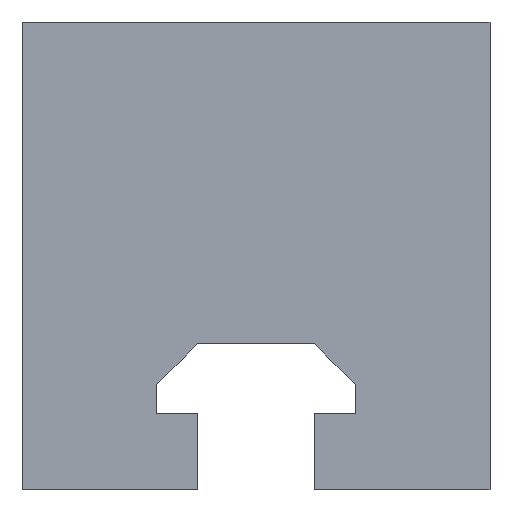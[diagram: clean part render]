
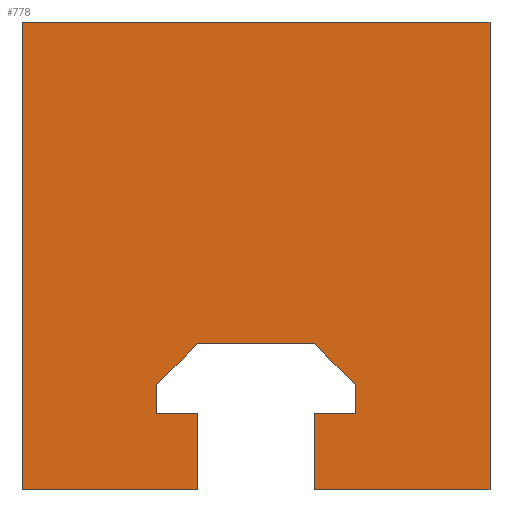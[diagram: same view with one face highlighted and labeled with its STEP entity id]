
A CAD part, left-side view. The second image highlights one B-rep face of the part: STEP entity #778.
In plain terms, the highlighted planar face has unit normal (-1, 0, 0).
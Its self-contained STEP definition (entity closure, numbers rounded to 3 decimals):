
#662=EDGE_CURVE('',#1840,#1300,#1908,.T.);
#778=ADVANCED_FACE('',(#2030),#2031,.T.);
#786=EDGE_CURVE('',#874,#1608,#2040,.T.);
#838=EDGE_CURVE('',#1022,#874,#2097,.T.);
#858=VERTEX_POINT('',#2119);
#874=VERTEX_POINT('',#2136);
#940=EDGE_CURVE('',#1102,#1022,#2207,.T.);
#1022=VERTEX_POINT('',#2293);
#1076=EDGE_CURVE('',#1212,#1102,#2352,.T.);
#1102=VERTEX_POINT('',#2382);
#1156=EDGE_CURVE('',#1382,#1212,#2439,.T.);
#1212=VERTEX_POINT('',#2502);
#1292=EDGE_CURVE('',#1444,#1382,#2593,.T.);
#1300=VERTEX_POINT('',#2601);
#1382=VERTEX_POINT('',#2688);
#1418=EDGE_CURVE('',#1528,#1444,#2726,.T.);
#1444=VERTEX_POINT('',#2754);
#1452=EDGE_CURVE('',#1786,#1840,#2763,.T.);
#1458=EDGE_CURVE('',#1644,#1528,#2769,.T.);
#1528=VERTEX_POINT('',#2848);
#1540=EDGE_CURVE('',#1608,#858,#2861,.T.);
#1562=EDGE_CURVE('',#858,#1786,#2886,.T.);
#1604=EDGE_CURVE('',#1810,#1644,#2932,.T.);
#1608=VERTEX_POINT('',#2937);
#1644=VERTEX_POINT('',#2974);
#1764=EDGE_CURVE('',#1300,#1810,#3112,.T.);
#1786=VERTEX_POINT('',#3134);
#1810=VERTEX_POINT('',#3159);
#1840=VERTEX_POINT('',#3191);
#1908=LINE('',#3258,#3259);
#2030=FACE_OUTER_BOUND('',#3448,.T.);
#2031=PLANE('',#3449);
#2040=LINE('',#3463,#3464);
#2097=LINE('',#3548,#3549);
#2119=CARTESIAN_POINT('',(-12.5,-8.5,9.));
#2136=CARTESIAN_POINT('',(-12.5,5.,12.5));
#2207=LINE('',#3728,#3729);
#2293=CARTESIAN_POINT('',(-12.5,8.5,9.));
#2352=LINE('',#3944,#3945);
#2382=CARTESIAN_POINT('',(-12.5,8.5,6.5));
#2439=LINE('',#4073,#4074);
#2502=CARTESIAN_POINT('',(-12.5,5.,6.5));
#2593=LINE('',#4302,#4303);
#2601=CARTESIAN_POINT('',(-12.5,-5.,0.0));
#2688=CARTESIAN_POINT('',(-12.5,5.,0.));
#2726=LINE('',#4511,#4512);
#2754=CARTESIAN_POINT('',(-12.5,20.0,0.0));
#2763=LINE('',#4561,#4562);
#2769=LINE('',#4571,#4572);
#2848=CARTESIAN_POINT('',(-12.5,20.0,40.0));
#2861=LINE('',#4700,#4701);
#2886=LINE('',#4746,#4747);
#2932=LINE('',#4814,#4815);
#2937=CARTESIAN_POINT('',(-12.5,-5.,12.5));
#2974=CARTESIAN_POINT('',(-12.5,-20.0,40.0));
#3112=LINE('',#5061,#5062);
#3134=CARTESIAN_POINT('',(-12.5,-8.5,6.5));
#3159=CARTESIAN_POINT('',(-12.5,-20.0,0.0));
#3191=CARTESIAN_POINT('',(-12.5,-5.,6.5));
#3258=CARTESIAN_POINT('',(-12.5,-5.,20.0));
#3259=VECTOR('',#5281,1000.0);
#3448=EDGE_LOOP('',(#5386,#5387,#5388,#5389,#5390,#5391,#5392,#5393,#5394,#5395,#5396,#5397,#5398,#5399));
#3449=AXIS2_PLACEMENT_3D('',#5400,#5401,#5402);
#3463=CARTESIAN_POINT('',(-12.5,20.0,12.5));
#3464=VECTOR('',#5413,1000.0);
#3548=CARTESIAN_POINT('',(-12.5,8.5,9.));
#3549=VECTOR('',#5462,1000.0);
#3728=CARTESIAN_POINT('',(-12.5,8.5,20.0));
#3729=VECTOR('',#5554,1000.0);
#3944=CARTESIAN_POINT('',(-12.5,20.0,6.5));
#3945=VECTOR('',#5658,1000.0);
#4073=CARTESIAN_POINT('',(-12.5,5.,20.0));
#4074=VECTOR('',#5735,1000.0);
#4302=CARTESIAN_POINT('',(-12.5,20.0,0.0));
#4303=VECTOR('',#5926,1000.0);
#4511=CARTESIAN_POINT('',(-12.5,20.0,20.0));
#4512=VECTOR('',#6018,1000.0);
#4561=CARTESIAN_POINT('',(-12.5,20.0,6.5));
#4562=VECTOR('',#6051,1000.0);
#4571=CARTESIAN_POINT('',(-12.5,20.0,40.0));
#4572=VECTOR('',#6053,1000.0);
#4700=CARTESIAN_POINT('',(-12.5,-5.,12.5));
#4701=VECTOR('',#6169,1000.0);
#4746=CARTESIAN_POINT('',(-12.5,-8.5,20.0));
#4747=VECTOR('',#6206,1000.0);
#4814=CARTESIAN_POINT('',(-12.5,-20.0,20.0));
#4815=VECTOR('',#6244,1000.0);
#5061=CARTESIAN_POINT('',(-12.5,20.0,0.0));
#5062=VECTOR('',#6486,1000.0);
#5281=DIRECTION('',(0.0,0.0,-1.0));
#5386=ORIENTED_EDGE('',*,*,#1562,.T.);
#5387=ORIENTED_EDGE('',*,*,#1452,.T.);
#5388=ORIENTED_EDGE('',*,*,#662,.T.);
#5389=ORIENTED_EDGE('',*,*,#1764,.T.);
#5390=ORIENTED_EDGE('',*,*,#1604,.T.);
#5391=ORIENTED_EDGE('',*,*,#1458,.T.);
#5392=ORIENTED_EDGE('',*,*,#1418,.T.);
#5393=ORIENTED_EDGE('',*,*,#1292,.T.);
#5394=ORIENTED_EDGE('',*,*,#1156,.T.);
#5395=ORIENTED_EDGE('',*,*,#1076,.T.);
#5396=ORIENTED_EDGE('',*,*,#940,.T.);
#5397=ORIENTED_EDGE('',*,*,#838,.T.);
#5398=ORIENTED_EDGE('',*,*,#786,.T.);
#5399=ORIENTED_EDGE('',*,*,#1540,.T.);
#5400=CARTESIAN_POINT('',(-12.5,20.0,20.0));
#5401=DIRECTION('',(-1.0,0.0,0.0));
#5402=DIRECTION('',(0.0,0.0,1.0));
#5413=DIRECTION('',(0.0,-1.0,0.0));
#5462=DIRECTION('',(0.0,-0.707,0.707));
#5554=DIRECTION('',(0.0,0.0,1.0));
#5658=DIRECTION('',(0.0,1.0,0.0));
#5735=DIRECTION('',(0.0,0.0,1.0));
#5926=DIRECTION('',(0.0,-1.0,0.0));
#6018=DIRECTION('',(0.0,0.0,-1.0));
#6051=DIRECTION('',(0.0,1.0,0.0));
#6053=DIRECTION('',(0.0,1.0,0.0));
#6169=DIRECTION('',(0.0,-0.707,-0.707));
#6206=DIRECTION('',(0.0,0.0,-1.0));
#6244=DIRECTION('',(0.0,0.0,1.0));
#6486=DIRECTION('',(0.0,-1.0,0.0));
